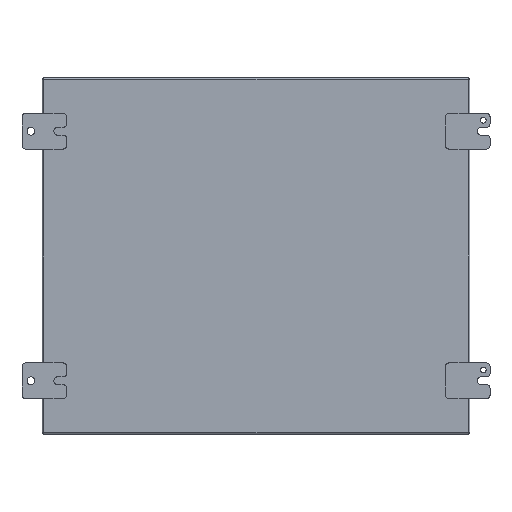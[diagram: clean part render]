
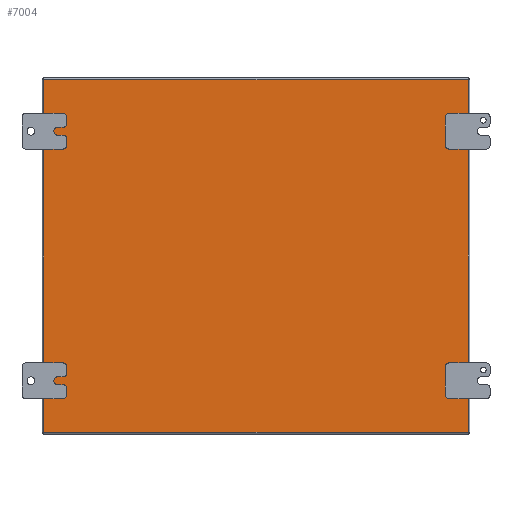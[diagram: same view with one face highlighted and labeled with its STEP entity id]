
A CAD part, left-side view. The second image highlights one B-rep face of the part: STEP entity #7004.
In plain terms, the highlighted face is planar.
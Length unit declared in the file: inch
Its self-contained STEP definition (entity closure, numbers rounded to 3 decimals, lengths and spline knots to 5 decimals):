
#2042 = VERTEX_POINT ( 'NONE', #62806 ) ;
#6322 = DIRECTION ( 'NONE',  ( -1., 0., 0. ) ) ;
#7004 = ADVANCED_FACE ( 'NONE', ( #79871 ), #32382, .F. ) ;
#7895 = CARTESIAN_POINT ( 'NONE',  ( 9.892, 0., -11.892 ) ) ;
#11095 = LINE ( 'NONE', #7895, #88493 ) ;
#11929 = VECTOR ( 'NONE', #31063, 39.37008 ) ;
#13748 = VECTOR ( 'NONE', #21067, 39.37008 ) ;
#21067 = DIRECTION ( 'NONE',  ( 0., 0., -1. ) ) ;
#23545 = CARTESIAN_POINT ( 'NONE',  ( -9.892, 0., 11.892 ) ) ;
#23707 = LINE ( 'NONE', #39507, #11929 ) ;
#24049 = VECTOR ( 'NONE', #6322, 39.37008 ) ;
#24335 = DIRECTION ( 'NONE',  ( 0., -1., 0. ) ) ;
#28517 = EDGE_CURVE ( 'NONE', #44832, #2042, #64891, .T. ) ;
#29284 = VERTEX_POINT ( 'NONE', #90477 ) ;
#31063 = DIRECTION ( 'NONE',  ( 0., 0., 1. ) ) ;
#32382 = PLANE ( 'NONE',  #33123 ) ;
#32741 = DIRECTION ( 'NONE',  ( 0., 0., -1. ) ) ;
#33123 = AXIS2_PLACEMENT_3D ( 'NONE', #49958, #24335, #32741 ) ;
#39507 = CARTESIAN_POINT ( 'NONE',  ( 9.892, 0., 11.892 ) ) ;
#44832 = VERTEX_POINT ( 'NONE', #65321 ) ;
#49958 = CARTESIAN_POINT ( 'NONE',  ( -10., 0., -12. ) ) ;
#53136 = EDGE_LOOP ( 'NONE', ( #96784, #100913, #74383, #107635 ) ) ;
#56070 = EDGE_CURVE ( 'NONE', #29284, #73752, #23707, .T. ) ;
#62806 = CARTESIAN_POINT ( 'NONE',  ( -9.892, 0., -11.892 ) ) ;
#64370 = EDGE_CURVE ( 'NONE', #73752, #44832, #84312, .T. ) ;
#64891 = LINE ( 'NONE', #88826, #13748 ) ;
#65321 = CARTESIAN_POINT ( 'NONE',  ( -9.892, 0., 11.892 ) ) ;
#65448 = DIRECTION ( 'NONE',  ( 1., 0., 0. ) ) ;
#73752 = VERTEX_POINT ( 'NONE', #92208 ) ;
#74383 = ORIENTED_EDGE ( 'NONE', *, *, #64370, .F. ) ;
#79871 = FACE_OUTER_BOUND ( 'NONE', #53136, .T. ) ;
#84312 = LINE ( 'NONE', #23545, #24049 ) ;
#88493 = VECTOR ( 'NONE', #65448, 39.37008 ) ;
#88826 = CARTESIAN_POINT ( 'NONE',  ( -9.892, 0., -11.892 ) ) ;
#90477 = CARTESIAN_POINT ( 'NONE',  ( 9.892, 0., -11.892 ) ) ;
#92208 = CARTESIAN_POINT ( 'NONE',  ( 9.892, 0., 11.892 ) ) ;
#96784 = ORIENTED_EDGE ( 'NONE', *, *, #103700, .F. ) ;
#100913 = ORIENTED_EDGE ( 'NONE', *, *, #28517, .F. ) ;
#103700 = EDGE_CURVE ( 'NONE', #2042, #29284, #11095, .T. ) ;
#107635 = ORIENTED_EDGE ( 'NONE', *, *, #56070, .F. ) ;
